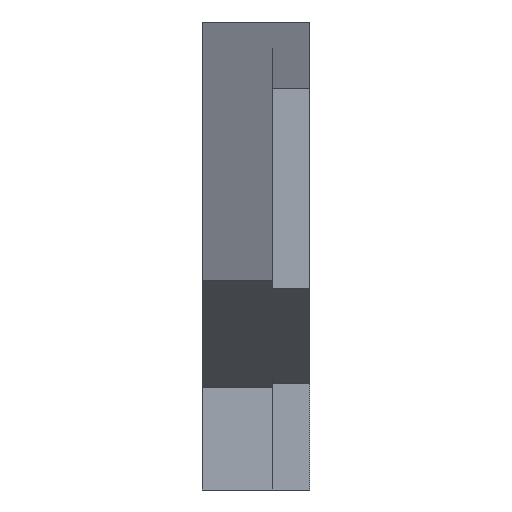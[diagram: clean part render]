
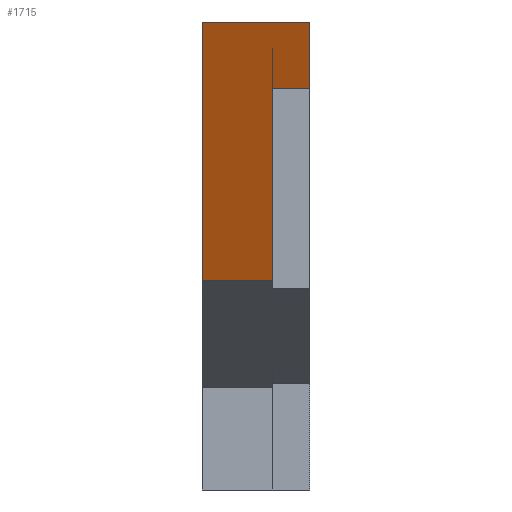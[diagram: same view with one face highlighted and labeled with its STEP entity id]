
A CAD part, left-side view. The second image highlights one B-rep face of the part: STEP entity #1715.
In plain terms, the highlighted planar face has unit normal (-0.918, 0, -0.396).
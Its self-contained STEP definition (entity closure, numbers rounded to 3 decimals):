
#69=FACE_OUTER_BOUND('',#153,.T.);
#153=EDGE_LOOP('',(#1304,#1305,#1306,#1307,#1308,#1309));
#183=LINE('',#2269,#429);
#187=LINE('',#2277,#433);
#366=LINE('',#2652,#612);
#367=LINE('',#2654,#613);
#368=LINE('',#2656,#614);
#369=LINE('',#2657,#615);
#429=VECTOR('',#1853,10.);
#433=VECTOR('',#1859,10.);
#612=VECTOR('',#2144,10.);
#613=VECTOR('',#2145,10.);
#614=VECTOR('',#2146,10.);
#615=VECTOR('',#2147,10.);
#675=VERTEX_POINT('',#2267);
#676=VERTEX_POINT('',#2268);
#679=VERTEX_POINT('',#2276);
#822=VERTEX_POINT('',#2651);
#823=VERTEX_POINT('',#2653);
#824=VERTEX_POINT('',#2655);
#839=EDGE_CURVE('',#675,#676,#183,.T.);
#843=EDGE_CURVE('',#679,#675,#187,.T.);
#1022=EDGE_CURVE('',#822,#676,#366,.T.);
#1023=EDGE_CURVE('',#823,#822,#367,.T.);
#1024=EDGE_CURVE('',#824,#823,#368,.T.);
#1025=EDGE_CURVE('',#824,#679,#369,.T.);
#1304=ORIENTED_EDGE('',*,*,#843,.T.);
#1305=ORIENTED_EDGE('',*,*,#839,.T.);
#1306=ORIENTED_EDGE('',*,*,#1022,.F.);
#1307=ORIENTED_EDGE('',*,*,#1023,.F.);
#1308=ORIENTED_EDGE('',*,*,#1024,.F.);
#1309=ORIENTED_EDGE('',*,*,#1025,.T.);
#1631=PLANE('',#1819);
#1715=ADVANCED_FACE('',(#69),#1631,.F.);
#1819=AXIS2_PLACEMENT_3D('',#2650,#2142,#2143);
#1853=DIRECTION('',(0.,-1.,0.));
#1859=DIRECTION('',(-0.396,0.,0.918));
#2142=DIRECTION('center_axis',(0.918,0.,0.396));
#2143=DIRECTION('ref_axis',(0.396,0.,-0.918));
#2144=DIRECTION('',(0.396,0.,-0.918));
#2145=DIRECTION('',(0.,-1.,0.));
#2146=DIRECTION('',(-0.396,0.,0.918));
#2147=DIRECTION('',(0.,-1.,0.));
#2267=CARTESIAN_POINT('',(-44.,-0.35,3.573));
#2268=CARTESIAN_POINT('',(-44.,-1.15,3.573));
#2269=CARTESIAN_POINT('',(-44.,-0.75,3.573));
#2276=CARTESIAN_POINT('',(-42.231,-0.35,-0.532));
#2277=CARTESIAN_POINT('',(-44.41,-0.35,4.525));
#2650=CARTESIAN_POINT('Origin',(-44.615,-1.15,5.));
#2651=CARTESIAN_POINT('',(-44.615,-1.15,5.));
#2652=CARTESIAN_POINT('',(-40.211,-1.15,-5.217));
#2653=CARTESIAN_POINT('',(-44.615,1.15,5.));
#2654=CARTESIAN_POINT('',(-44.615,-0.288,5.));
#2655=CARTESIAN_POINT('',(-42.231,1.15,-0.532));
#2656=CARTESIAN_POINT('',(-40.211,1.15,-5.217));
#2657=CARTESIAN_POINT('',(-42.231,-1.15,-0.532));
